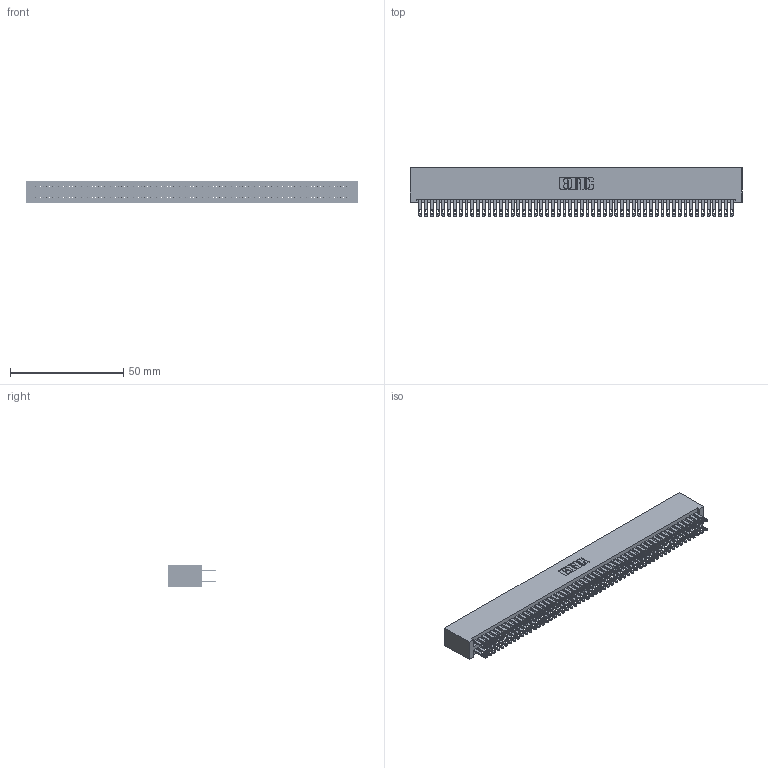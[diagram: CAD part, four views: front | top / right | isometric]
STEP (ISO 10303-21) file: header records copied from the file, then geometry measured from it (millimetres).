
FILE_DESCRIPTION (( 'STEP AP203' ), '1' );
FILE_NAME ('345-110-500-201.STEP', '2019-11-04T15:19:40', ( '' ), ( '' ), 'SwSTEP 2.0', 'SolidWorks 2016', '' );
FILE_SCHEMA (( 'CONFIG_CONTROL_DESIGN' ));
Length unit declared in the file: inch
Products named in the file (3): 345-110-500-201; 345 Part_No Mounting Lugs; 345-292-001_345-293-100
Assembly tree (111 placements, depth 2):
  345-110-500-201
    345 Part_No Mounting Lugs
    345-292-001_345-293-100  x110
Bounding box: 146.3 x 21.51 x 9.4 mm (x, y, z)
Volume: 15284.8 mm3; surface area: 24270.5 mm2
Topology: 111 solids, 111 shells, 5178 faces, 15827 edges, 10550 vertices
Faces by surface type: plane 3046, cylinder 2132
Entity records: 41057 total; most frequent: CARTESIAN_POINT 6868, ORIENTED_EDGE 6802, DIRECTION 6037, EDGE_CURVE 3401, LINE 3053, VECTOR 3053, VERTEX_POINT 2266, AXIS2_PLACEMENT_3D 1492
